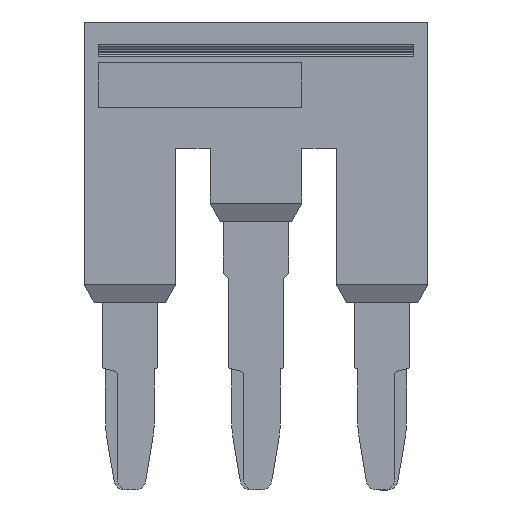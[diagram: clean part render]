
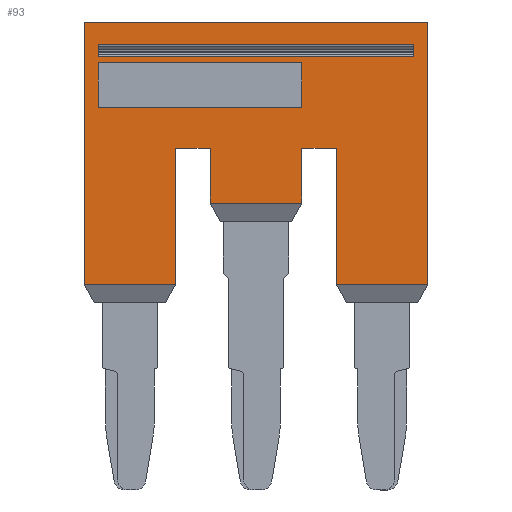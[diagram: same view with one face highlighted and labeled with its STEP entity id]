
A CAD part, front view. The second image highlights one B-rep face of the part: STEP entity #93.
In plain terms, the highlighted planar face has unit normal (0, -1, 0).
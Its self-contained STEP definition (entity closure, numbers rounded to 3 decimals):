
#93=ADVANCED_FACE('',(#1181,#1183,#1185),#1187,.T.);
#1181=FACE_BOUND('',#1182,.T.);
#1182=EDGE_LOOP('',(#2032,#2033,#2034,#2035,#2036,#2037,#2038,#2039,#2040,#2041,
#2042,#2043));
#1183=FACE_BOUND('',#1184,.T.);
#1184=EDGE_LOOP('',(#2044,#2045,#2046,#2047));
#1185=FACE_BOUND('',#1186,.T.);
#1186=EDGE_LOOP('',(#2048,#2049,#2050,#2051));
#1187=PLANE('',#1188);
#1188=AXIS2_PLACEMENT_3D('',#1189,#1190,#1191);
#1189=CARTESIAN_POINT('',(-0.85,-9.,36.1));
#1190=DIRECTION('',(0.,-1.,0.));
#1191=DIRECTION('',(1.,0.,0.));
#2032=ORIENTED_EDGE('',*,*,#2684,.T.);
#2033=ORIENTED_EDGE('',*,*,#2685,.T.);
#2034=ORIENTED_EDGE('',*,*,#2686,.T.);
#2035=ORIENTED_EDGE('',*,*,#2687,.T.);
#2036=ORIENTED_EDGE('',*,*,#2688,.T.);
#2037=ORIENTED_EDGE('',*,*,#2689,.T.);
#2038=ORIENTED_EDGE('',*,*,#2690,.T.);
#2039=ORIENTED_EDGE('',*,*,#2691,.T.);
#2040=ORIENTED_EDGE('',*,*,#2692,.T.);
#2041=ORIENTED_EDGE('',*,*,#2693,.T.);
#2042=ORIENTED_EDGE('',*,*,#2694,.T.);
#2043=ORIENTED_EDGE('',*,*,#2695,.T.);
#2044=ORIENTED_EDGE('',*,*,#2676,.F.);
#2045=ORIENTED_EDGE('',*,*,#2683,.F.);
#2046=ORIENTED_EDGE('',*,*,#2681,.F.);
#2047=ORIENTED_EDGE('',*,*,#2679,.F.);
#2048=ORIENTED_EDGE('',*,*,#2696,.T.);
#2049=ORIENTED_EDGE('',*,*,#2697,.F.);
#2050=ORIENTED_EDGE('',*,*,#2698,.F.);
#2051=ORIENTED_EDGE('',*,*,#2699,.T.);
#2676=EDGE_CURVE('',#3010,#3011,#3012,.T.);
#2679=EDGE_CURVE('',#3011,#3015,#3016,.T.);
#2681=EDGE_CURVE('',#3015,#3018,#3019,.T.);
#2683=EDGE_CURVE('',#3018,#3010,#3021,.T.);
#2684=EDGE_CURVE('',#3022,#3023,#3024,.T.);
#2685=EDGE_CURVE('',#3023,#3025,#3026,.T.);
#2686=EDGE_CURVE('',#3025,#3027,#3028,.T.);
#2687=EDGE_CURVE('',#3027,#3029,#3030,.T.);
#2688=EDGE_CURVE('',#3029,#3031,#3032,.T.);
#2689=EDGE_CURVE('',#3031,#3033,#3034,.T.);
#2690=EDGE_CURVE('',#3033,#3035,#3036,.T.);
#2691=EDGE_CURVE('',#3035,#3037,#3038,.T.);
#2692=EDGE_CURVE('',#3037,#3039,#3040,.T.);
#2693=EDGE_CURVE('',#3039,#3041,#3042,.T.);
#2694=EDGE_CURVE('',#3041,#3043,#3044,.T.);
#2695=EDGE_CURVE('',#3043,#3022,#3045,.T.);
#2696=EDGE_CURVE('',#3046,#3047,#3048,.T.);
#2697=EDGE_CURVE('',#3049,#3047,#3050,.T.);
#2698=EDGE_CURVE('',#3051,#3049,#3052,.T.);
#2699=EDGE_CURVE('',#3051,#3046,#3053,.T.);
#3010=VERTEX_POINT('',#3564);
#3011=VERTEX_POINT('',#3565);
#3012=LINE('',#3566,#3567);
#3015=VERTEX_POINT('',#3575);
#3016=LINE('',#3576,#3577);
#3018=VERTEX_POINT('',#3582);
#3019=LINE('',#3583,#3584);
#3021=LINE('',#3589,#3590);
#3022=VERTEX_POINT('',#3592);
#3023=VERTEX_POINT('',#3593);
#3024=LINE('',#3594,#3595);
#3025=VERTEX_POINT('',#3597);
#3026=LINE('',#3598,#3599);
#3027=VERTEX_POINT('',#3601);
#3028=LINE('',#3602,#3603);
#3029=VERTEX_POINT('',#3605);
#3030=LINE('',#3606,#3607);
#3031=VERTEX_POINT('',#3609);
#3032=LINE('',#3610,#3611);
#3033=VERTEX_POINT('',#3613);
#3034=LINE('',#3614,#3615);
#3035=VERTEX_POINT('',#3617);
#3036=LINE('',#3618,#3619);
#3037=VERTEX_POINT('',#3621);
#3038=LINE('',#3622,#3623);
#3039=VERTEX_POINT('',#3625);
#3040=LINE('',#3626,#3627);
#3041=VERTEX_POINT('',#3629);
#3042=LINE('',#3630,#3631);
#3043=VERTEX_POINT('',#3633);
#3044=LINE('',#3634,#3635);
#3045=LINE('',#3637,#3638);
#3046=VERTEX_POINT('',#3640);
#3047=VERTEX_POINT('',#3641);
#3048=LINE('',#3642,#3643);
#3049=VERTEX_POINT('',#3645);
#3050=LINE('',#3646,#3647);
#3051=VERTEX_POINT('',#3649);
#3052=LINE('',#3650,#3651);
#3053=LINE('',#3653,#3654);
#3564=CARTESIAN_POINT('',(-60.45,-9.,34.1));
#3565=CARTESIAN_POINT('',(-60.45,-9.,31.9));
#3566=CARTESIAN_POINT('',(-60.45,-9.,34.1));
#3567=VECTOR('',#3568,1.);
#3568=DIRECTION('',(0.,0.,-1.));
#3575=CARTESIAN_POINT('',(-50.45,-9.,31.9));
#3576=CARTESIAN_POINT('',(-60.45,-9.,31.9));
#3577=VECTOR('',#3578,1.);
#3578=DIRECTION('',(1.,0.,0.));
#3582=CARTESIAN_POINT('',(-50.45,-9.,34.1));
#3583=CARTESIAN_POINT('',(-50.45,-9.,31.9));
#3584=VECTOR('',#3585,1.);
#3585=DIRECTION('',(0.,0.,1.));
#3589=CARTESIAN_POINT('',(-50.45,-9.,34.1));
#3590=VECTOR('',#3591,1.);
#3591=DIRECTION('',(-1.,0.,0.));
#3592=CARTESIAN_POINT('',(-44.25,-9.,23.2));
#3593=CARTESIAN_POINT('',(-44.25,-9.,36.1));
#3594=CARTESIAN_POINT('',(-44.25,-9.,23.2));
#3595=VECTOR('',#3596,1.);
#3596=DIRECTION('',(0.,0.,1.));
#3597=CARTESIAN_POINT('',(-61.15,-9.,36.1));
#3598=CARTESIAN_POINT('',(-44.25,-9.,36.1));
#3599=VECTOR('',#3600,1.);
#3600=DIRECTION('',(-1.,0.,0.));
#3601=CARTESIAN_POINT('',(-61.15,-9.,23.2));
#3602=CARTESIAN_POINT('',(-61.15,-9.,36.1));
#3603=VECTOR('',#3604,1.);
#3604=DIRECTION('',(0.,0.,-1.));
#3605=CARTESIAN_POINT('',(-56.65,-9.,23.2));
#3606=CARTESIAN_POINT('',(-61.15,-9.,23.2));
#3607=VECTOR('',#3608,1.);
#3608=DIRECTION('',(1.,0.,0.));
#3609=CARTESIAN_POINT('',(-56.65,-9.,29.9));
#3610=CARTESIAN_POINT('',(-56.65,-9.,23.2));
#3611=VECTOR('',#3612,1.);
#3612=DIRECTION('',(0.,0.,1.));
#3613=CARTESIAN_POINT('',(-54.95,-9.,29.9));
#3614=CARTESIAN_POINT('',(-56.65,-9.,29.9));
#3615=VECTOR('',#3616,1.);
#3616=DIRECTION('',(1.,0.,0.));
#3617=CARTESIAN_POINT('',(-54.95,-9.,27.2));
#3618=CARTESIAN_POINT('',(-54.95,-9.,29.9));
#3619=VECTOR('',#3620,1.);
#3620=DIRECTION('',(0.,0.,-1.));
#3621=CARTESIAN_POINT('',(-50.45,-9.,27.2));
#3622=CARTESIAN_POINT('',(-54.95,-9.,27.2));
#3623=VECTOR('',#3624,1.);
#3624=DIRECTION('',(1.,0.,0.));
#3625=CARTESIAN_POINT('',(-50.45,-9.,29.9));
#3626=CARTESIAN_POINT('',(-50.45,-9.,27.2));
#3627=VECTOR('',#3628,1.);
#3628=DIRECTION('',(0.,0.,1.));
#3629=CARTESIAN_POINT('',(-48.75,-9.,29.9));
#3630=CARTESIAN_POINT('',(-50.45,-9.,29.9));
#3631=VECTOR('',#3632,1.);
#3632=DIRECTION('',(1.,0.,0.));
#3633=CARTESIAN_POINT('',(-48.75,-9.,23.2));
#3634=CARTESIAN_POINT('',(-48.75,-9.,29.9));
#3635=VECTOR('',#3636,1.);
#3636=DIRECTION('',(0.,0.,-1.));
#3637=CARTESIAN_POINT('',(-48.75,-9.,23.2));
#3638=VECTOR('',#3639,1.);
#3639=DIRECTION('',(1.,0.,0.));
#3640=CARTESIAN_POINT('',(-60.45,-9.,34.97));
#3641=CARTESIAN_POINT('',(-44.95,-9.,34.97));
#3642=CARTESIAN_POINT('',(-60.45,-9.,34.97));
#3643=VECTOR('',#3644,1.);
#3644=DIRECTION('',(1.,0.,0.));
#3645=CARTESIAN_POINT('',(-44.95,-9.,34.4));
#3646=CARTESIAN_POINT('',(-44.95,-9.,34.4));
#3647=VECTOR('',#3648,1.);
#3648=DIRECTION('',(0.,0.,1.));
#3649=CARTESIAN_POINT('',(-60.45,-9.,34.4));
#3650=CARTESIAN_POINT('',(-60.45,-9.,34.4));
#3651=VECTOR('',#3652,1.);
#3652=DIRECTION('',(1.,0.,0.));
#3653=CARTESIAN_POINT('',(-60.45,-9.,34.4));
#3654=VECTOR('',#3655,1.);
#3655=DIRECTION('',(0.,0.,1.));
